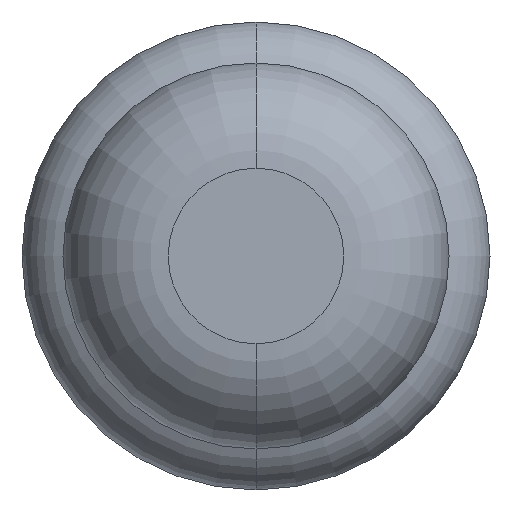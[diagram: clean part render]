
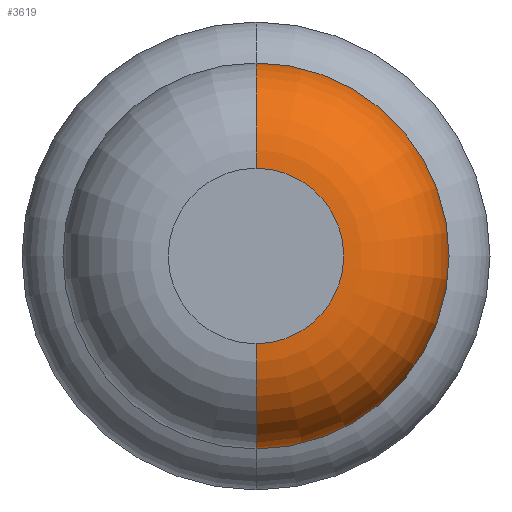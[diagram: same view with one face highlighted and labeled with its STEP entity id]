
A CAD part, front view. The second image highlights one B-rep face of the part: STEP entity #3619.
In plain terms, the highlighted toroidal (fillet/blend) face has major radius 0.375 mm and minor radius 0.45 mm.
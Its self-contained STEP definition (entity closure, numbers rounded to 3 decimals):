
#86 = DIRECTION ( 'NONE',  ( 0., 1., 0. ) ) ;
#331 = CIRCLE ( 'NONE', #3563, 0.45 ) ;
#334 = VERTEX_POINT ( 'NONE', #1887 ) ;
#456 = ORIENTED_EDGE ( 'NONE', *, *, #2816, .T. ) ;
#594 = EDGE_CURVE ( 'Defeature ausgef�hrt1_7+Defeature ausgef�hrt1_6+Defeature ausgef�hrt1_6+Defeature ausgef�hrt1_6', #808, #334, #1876, .T. ) ;
#753 = CIRCLE ( 'NONE', #3048, 0.45 ) ;
#808 = VERTEX_POINT ( 'NONE', #1520 ) ;
#893 = CIRCLE ( 'NONE', #3621, 0.375 ) ;
#1179 = CARTESIAN_POINT ( 'NONE',  ( 0., -24., 0.375 ) ) ;
#1234 = ORIENTED_EDGE ( 'NONE', *, *, #594, .F. ) ;
#1292 = AXIS2_PLACEMENT_3D ( 'NONE', #2166, #86, #1535 ) ;
#1301 = CARTESIAN_POINT ( 'NONE',  ( 0., -23.55, 0. ) ) ;
#1464 = DIRECTION ( 'NONE',  ( 1., 0., 0. ) ) ;
#1520 = CARTESIAN_POINT ( 'NONE',  ( 0., -23.55, 0.825 ) ) ;
#1535 = DIRECTION ( 'NONE',  ( 0., 0., 1. ) ) ;
#1562 = DIRECTION ( 'NONE',  ( 0., 0., 1. ) ) ;
#1584 = FACE_OUTER_BOUND ( 'NONE', #2068, .T. ) ;
#1598 = DIRECTION ( 'NONE',  ( 0., 0., 1. ) ) ;
#1650 = DIRECTION ( 'NONE',  ( 0., 1., 0. ) ) ;
#1757 = DIRECTION ( 'NONE',  ( 0., 0., -1. ) ) ;
#1876 = CIRCLE ( 'NONE', #3521, 0.825 ) ;
#1881 = EDGE_CURVE ( 'Defeature ausgef�hrt1_6+Defeature ausgef�hrt1_5+Defeature ausgef�hrt1_5+Defeature ausgef�hrt1_5', #2896, #2695, #893, .T. ) ;
#1887 = CARTESIAN_POINT ( 'NONE',  ( 0., -23.55, -0.825 ) ) ;
#2068 = EDGE_LOOP ( 'NONE', ( #2877, #456, #1234, #2115 ) ) ;
#2115 = ORIENTED_EDGE ( 'NONE', *, *, #3232, .F. ) ;
#2166 = CARTESIAN_POINT ( 'NONE',  ( 0., -23.55, 0. ) ) ;
#2273 = DIRECTION ( 'NONE',  ( 0., 1., 0. ) ) ;
#2316 = CARTESIAN_POINT ( 'NONE',  ( 0., -23.55, -0.375 ) ) ;
#2695 = VERTEX_POINT ( 'NONE', #2808 ) ;
#2808 = CARTESIAN_POINT ( 'NONE',  ( 0., -24., -0.375 ) ) ;
#2816 = EDGE_CURVE ( 'NONE', #2695, #334, #753, .T. ) ;
#2877 = ORIENTED_EDGE ( 'NONE', *, *, #1881, .T. ) ;
#2896 = VERTEX_POINT ( 'NONE', #1179 ) ;
#3048 = AXIS2_PLACEMENT_3D ( 'NONE', #2316, #1464, #1757 ) ;
#3074 = CARTESIAN_POINT ( 'NONE',  ( 0., -23.55, 0.375 ) ) ;
#3112 = TOROIDAL_SURFACE ( 'NONE', #1292, 0.375, 0.45 ) ;
#3157 = CARTESIAN_POINT ( 'NONE',  ( 0., -24., 0. ) ) ;
#3232 = EDGE_CURVE ( 'NONE', #2896, #808, #331, .T. ) ;
#3359 = DIRECTION ( 'NONE',  ( -1., 0., 0. ) ) ;
#3434 = DIRECTION ( 'NONE',  ( 0., 0., 1. ) ) ;
#3521 = AXIS2_PLACEMENT_3D ( 'NONE', #1301, #2273, #1598 ) ;
#3563 = AXIS2_PLACEMENT_3D ( 'NONE', #3074, #3359, #1562 ) ;
#3619 = ADVANCED_FACE ( 'Defeature ausgef�hrt1_6', ( #1584 ), #3112, .T. ) ;
#3621 = AXIS2_PLACEMENT_3D ( 'NONE', #3157, #1650, #3434 ) ;
